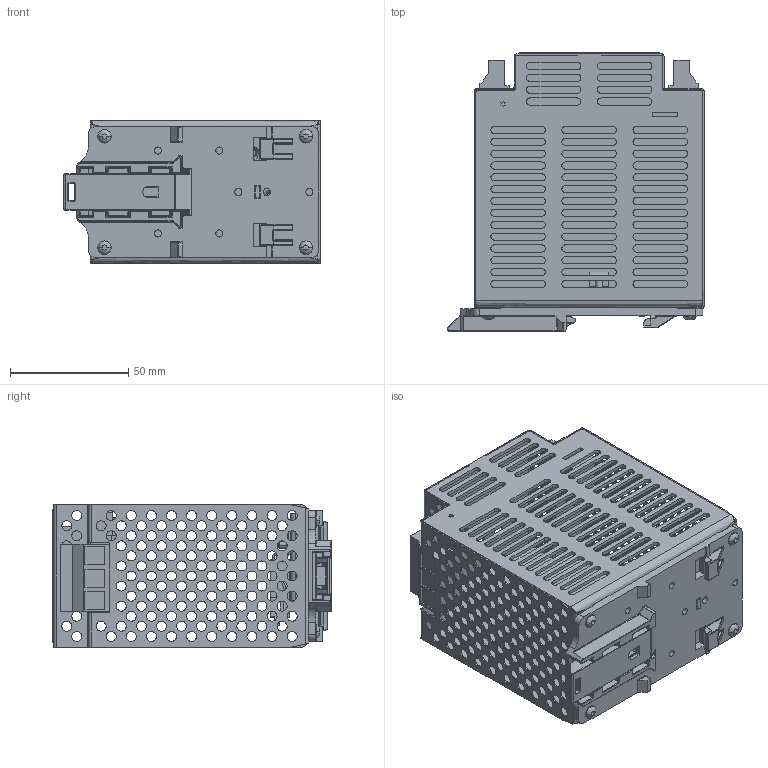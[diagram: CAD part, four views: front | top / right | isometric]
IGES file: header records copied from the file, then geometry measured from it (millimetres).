
Start section:  PTC IGES file: 144442.igs
Global section: file name: 144442.igs; native system: Pro/ENGINEER by Parametric Technology Corporation; preprocessor: 2006170; author: banengservice; organization: Unknown; date: 20081125.155522; units: inch
Bounding box: 108.1 x 117.67 x 60.25 mm (x, y, z)
Volume: 81906.1 mm3; surface area: 104084 mm2
Topology: 7 solids, 12 shells, 2356 faces, 6221 edges, 3916 vertices
Faces by surface type: revolution 1327, bspline 1029
